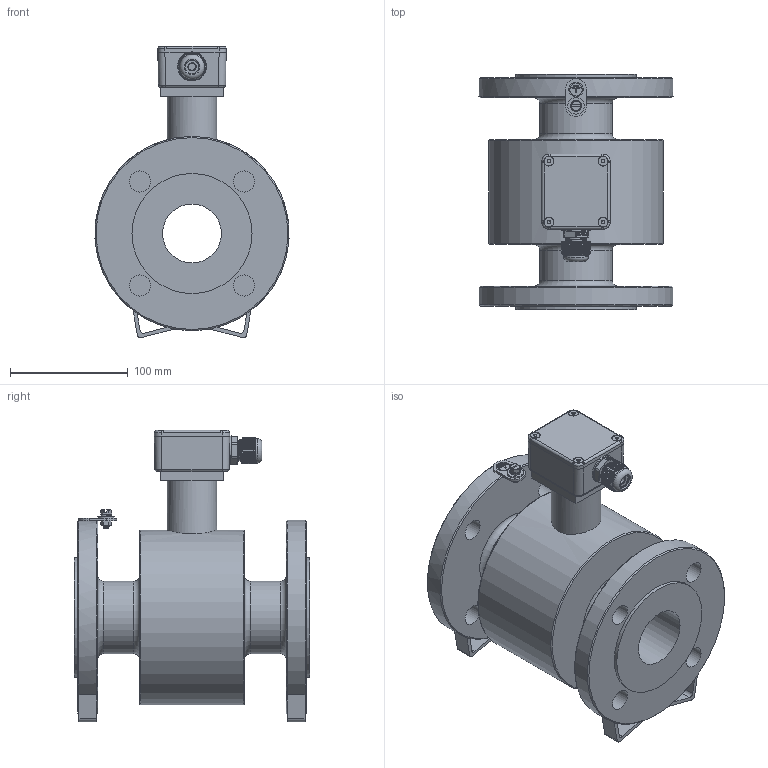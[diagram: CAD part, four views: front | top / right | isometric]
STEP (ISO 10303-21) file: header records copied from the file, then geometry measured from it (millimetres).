
FILE_DESCRIPTION(/* description */ (''),/* implementation_level */ '2;1');
FILE_NAME(/* name */ 'Flowmeter DN50 PN16-25 Separate.step',/* time_stamp */ '2023-10-05T17:21:43+03:00',/* author */ (''),/* organization */ (''),/* preprocessor_version */ 'ST-DEVELOPER v20',/* originating_system */ 'Autodesk Translation Framework v12.14.0.127',/* authorisation */ '');
FILE_SCHEMA (('AUTOMOTIVE_DESIGN { 1 0 10303 214 3 1 1 }'));
Length unit declared in the file: millimetre
Products named in the file (4): (Unsaved); Flowmeter v11; B_Separate_version; box
Assembly tree (3 placements, depth 4):
  (Unsaved)
    Flowmeter v11
      B_Separate_version
        box
Bounding box: 164.79 x 200 x 247.49 mm (x, y, z)
Volume: 2323548.3 mm3; surface area: 247575.1 mm2
Topology: 2 solids, 2 shells, 1437 faces, 3353 edges, 1941 vertices
Faces by surface type: plane 447, cylinder 426, bspline 250, sphere 156, torus 102, cone 56
Full cylindrical faces by diameter (mm): 3.332 x2, 3.961 x9, 4.234 x4, 4.5 x2, 5 x7, 5.5 x1, 6 x1, 7 x4, 8 x4, 10.394 x1, 10.9 x1, 11.3 x1, 12.394 x1, 13 x1, 14 x1, 15 x1, 17 x2, 18 x8, 21 x1, 24.5 x1, 42 x2, 50 x1, 61.5 x2, 102 x2, 148 x1
Entity records: 72468 total; most frequent: CARTESIAN_POINT 39463, DIRECTION 6743, ORIENTED_EDGE 6708, EDGE_CURVE 3354, AXIS2_PLACEMENT_3D 2677, VERTEX_POINT 1941, EDGE_LOOP 1501, FACE_OUTER_BOUND 1437
